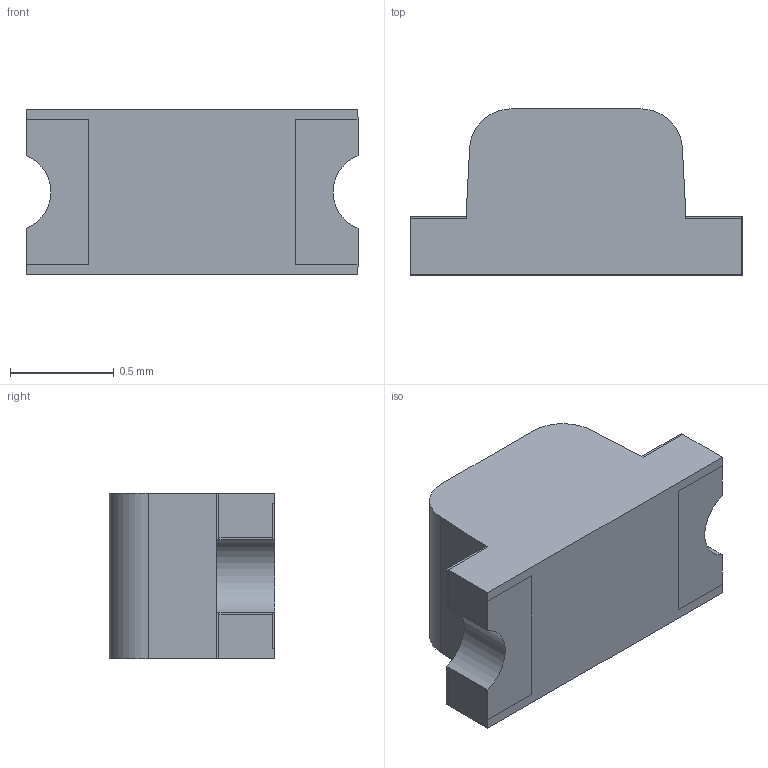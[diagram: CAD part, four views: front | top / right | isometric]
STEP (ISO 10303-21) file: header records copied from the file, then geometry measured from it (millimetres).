
FILE_DESCRIPTION (( 'STEP AP214' ), '1' );
FILE_NAME ('LTST-C190YKT.STEP', '2020-11-12T12:18:29', ( '' ), ( '' ), 'SwSTEP 2.0', 'SolidWorks 2017', '' );
FILE_SCHEMA (( 'AUTOMOTIVE_DESIGN' ));
Length unit declared in the file: millimetre
Products named in the file (1): LTST-C190YKT
Bounding box: 1.6 x 0.8 x 0.8 mm (x, y, z)
Volume: 0.8 mm3; surface area: 7.6 mm2
Topology: 3 solids, 3 shells, 66 faces, 172 edges, 112 vertices
Faces by surface type: plane 58, cylinder 8
Entity records: 2040 total; most frequent: CARTESIAN_POINT 351, ORIENTED_EDGE 344, DIRECTION 322, EDGE_CURVE 172, VECTOR 156, LINE 156, VERTEX_POINT 112, AXIS2_PLACEMENT_3D 83
